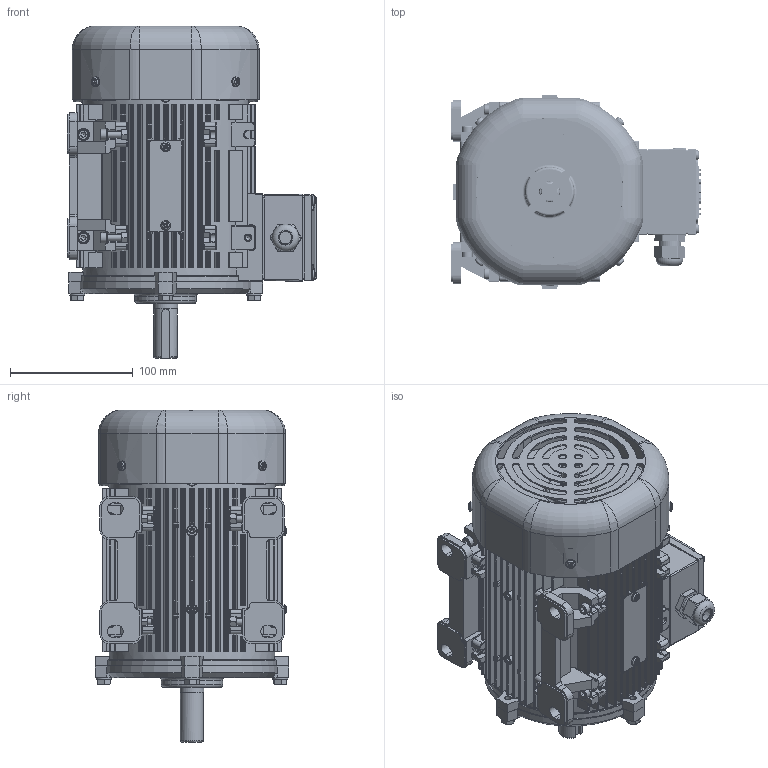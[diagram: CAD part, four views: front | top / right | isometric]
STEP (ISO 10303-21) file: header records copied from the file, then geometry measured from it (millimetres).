
FILE_DESCRIPTION((''),'2;1');
FILE_NAME('80M 0.75kW B3 TYPE MOTOR ASS''Y 20110316.stp','2011-03-16T09:09:27',('shyeom'),(''),'Autodesk Inventor 2011','Autodesk Inventor 2011','');
FILE_SCHEMA(('AUTOMOTIVE_DESIGN { 1 0 10303 214 1 1 1 1 }'));
Length unit declared in the file: millimetre
Products named in the file (22): 80M 0.75kW B3 TYPE MOTOR ASS'Y 20110316; 80M 750W FRAME L_T; REAR COVER L_T 20091116; 80M 750W FAN COVER; 750W BASE BRACKET 20080806; 750W FRONT COVER L_T 20081024; 80M 750W SHAFT; RUBBER GASKET A 20080702; BED; CAP; LEAD BOX A 20080717; LEAD BOX B 20080702; JIS B 1180 C 전체 스레드 - 미터 C M6 x 16; JIS B 1180 C 전체 스레드 - 미터 C M6 x 30; JIS B 1111 Z - 미터 A M4 x 6 - Z; JIS B 1251 번호 2 6; JIS B 1111 Z - 미터 A M4 x 12 - Z; JIS B 1181 스타일 2 - 미터 A  M 5; JIS B 1176 - 미터 M5 x 16; JIS B 1251 번호 2 5; 750W BASE BRACKET 20080806_MIR; NAME PLATE PMEE075-4R4LA CE_TUV
Assembly tree (64 placements, depth 2):
  80M 0.75kW B3 TYPE MOTOR ASS'Y 20110316
    80M 750W FRAME L_T
    REAR COVER L_T 20091116
    80M 750W FAN COVER
    750W BASE BRACKET 20080806
    750W FRONT COVER L_T 20081024
    80M 750W SHAFT
    RUBBER GASKET A 20080702  x2
    BED
    CAP
    LEAD BOX A 20080717
    LEAD BOX B 20080702
    JIS B 1180 C 전체 스레드 - 미터 C M6 x 16  x4
    JIS B 1180 C 전체 스레드 - 미터 C M6 x 30  x4
    JIS B 1111 Z - 미터 A M4 x 6 - Z  x6
    JIS B 1251 번호 2 6  x8
    JIS B 1111 Z - 미터 A M4 x 12 - Z  x4
    JIS B 1181 스타일 2 - 미터 A  M 5  x8
    JIS B 1176 - 미터 M5 x 16  x8
    JIS B 1251 번호 2 5  x8
    750W BASE BRACKET 20080806_MIR
    NAME PLATE PMEE075-4R4LA CE_TUV
Bounding box: 203 x 157.95 x 270.5 mm (x, y, z)
Volume: 1024431.8 mm3; surface area: 546423.6 mm2
Topology: 64 solids, 64 shells, 4402 faces, 11459 edges, 7325 vertices
Faces by surface type: plane 1829, cylinder 1592, cone 435, torus 343, sphere 150, bspline 53
Full cylindrical faces by diameter (mm): 2 x2, 3.2 x24, 3.242 x4, 3.5 x16, 3.571 x10, 4 x10, 4.1 x2, 4.134 x8, 4.2 x3, 4.917 x1, 5 x24, 6 x16, 7 x8, 8.5 x8, 10 x4, 10.1 x1, 15.2 x1, 16.5 x1, 17 x1, 18 x1, 18.2 x2, 19 x3, 19.5 x1, 19.8 x1, 20 x2, 21 x1, 22 x1, 25 x1, 30 x1, 38 x1
Entity records: 114857 total; most frequent: CARTESIAN_POINT 25758, DIRECTION 19363, ORIENTED_EDGE 17686, EDGE_CURVE 8843, AXIS2_PLACEMENT_3D 7332, VERTEX_POINT 5697, VECTOR 4699, LINE 4699
